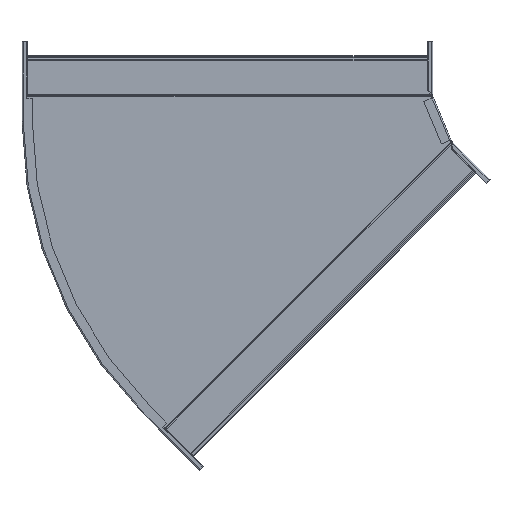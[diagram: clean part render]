
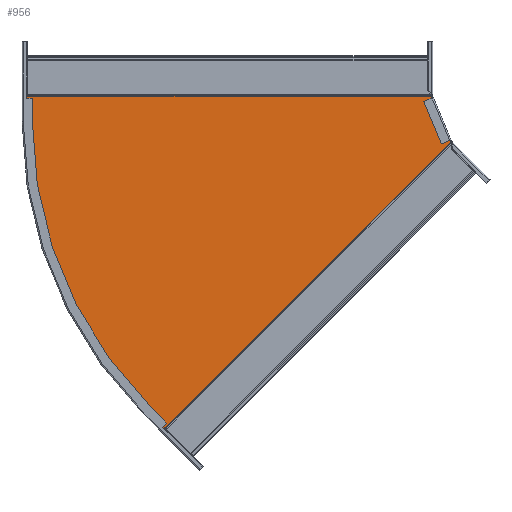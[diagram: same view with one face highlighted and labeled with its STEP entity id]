
A CAD part, front view. The second image highlights one B-rep face of the part: STEP entity #956.
In plain terms, the highlighted planar face has unit normal (0, -1, 0).
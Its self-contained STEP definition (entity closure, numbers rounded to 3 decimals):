
#21 = CARTESIAN_POINT ( 'NONE',  ( -13.639, -1., 33.574 ) ) ;
#34 = ORIENTED_EDGE ( 'NONE', *, *, #4542, .F. ) ;
#60 = ORIENTED_EDGE ( 'NONE', *, *, #3429, .F. ) ;
#150 = CARTESIAN_POINT ( 'NONE',  ( -606.139, -1., 32.928 ) ) ;
#158 = DIRECTION ( 'NONE',  ( 0., 0., -1. ) ) ;
#221 = ORIENTED_EDGE ( 'NONE', *, *, #3013, .T. ) ;
#284 = FACE_OUTER_BOUND ( 'NONE', #3724, .T. ) ;
#305 = VECTOR ( 'NONE', #1150, 1000. ) ;
#413 = CARTESIAN_POINT ( 'NONE',  ( -13.639, -1., 32.928 ) ) ;
#420 = CARTESIAN_POINT ( 'NONE',  ( -599.639, -1., 33.574 ) ) ;
#476 = DIRECTION ( 'NONE',  ( -1., 0., 0. ) ) ;
#537 = CARTESIAN_POINT ( 'NONE',  ( -400.269, -1., -447.749 ) ) ;
#694 = DIRECTION ( 'NONE',  ( 0., 1., 0. ) ) ;
#720 = VECTOR ( 'NONE', #3792, 1000. ) ;
#741 = AXIS2_PLACEMENT_3D ( 'NONE', #4176, #4280, #2101 ) ;
#835 = DIRECTION ( 'NONE',  ( 0., 0., -1. ) ) ;
#878 = CARTESIAN_POINT ( 'NONE',  ( 14.096, -1., -33.384 ) ) ;
#956 = ADVANCED_FACE ( 'NONE', ( #284 ), #4607, .T. ) ;
#1011 = CARTESIAN_POINT ( 'NONE',  ( -7.889, -1., 33.574 ) ) ;
#1109 = DIRECTION ( 'NONE',  ( -0.707, 0., 0.707 ) ) ;
#1150 = DIRECTION ( 'NONE',  ( -0.707, 0., 0.707 ) ) ;
#1157 = EDGE_CURVE ( 'NONE', #1184, #4312, #3511, .T. ) ;
#1184 = VERTEX_POINT ( 'NONE', #1816 ) ;
#1304 = VERTEX_POINT ( 'NONE', #5414 ) ;
#1324 = ORIENTED_EDGE ( 'NONE', *, *, #1157, .F. ) ;
#1449 = DIRECTION ( 'NONE',  ( 0., 0., 1. ) ) ;
#1526 = LINE ( 'NONE', #3731, #1703 ) ;
#1573 = LINE ( 'NONE', #4991, #305 ) ;
#1579 = EDGE_CURVE ( 'NONE', #2632, #2916, #5431, .T. ) ;
#1586 = CARTESIAN_POINT ( 'NONE',  ( -430.916, -1., -426.294 ) ) ;
#1672 = VERTEX_POINT ( 'NONE', #878 ) ;
#1703 = VECTOR ( 'NONE', #1109, 1000. ) ;
#1766 = CARTESIAN_POINT ( 'NONE',  ( 18.162, -1., -29.318 ) ) ;
#1816 = CARTESIAN_POINT ( 'NONE',  ( -606.139, -1., -3.268 ) ) ;
#1817 = CIRCLE ( 'NONE', #3594, 598.25 ) ;
#1957 = VERTEX_POINT ( 'NONE', #21 ) ;
#2004 = VERTEX_POINT ( 'NONE', #420 ) ;
#2093 = CARTESIAN_POINT ( 'NONE',  ( -405.322, -1., -451.888 ) ) ;
#2097 = LINE ( 'NONE', #3292, #3956 ) ;
#2101 = DIRECTION ( 'NONE',  ( 0., 0., -1. ) ) ;
#2171 = EDGE_CURVE ( 'NONE', #2632, #1184, #1817, .T. ) ;
#2304 = EDGE_CURVE ( 'NONE', #1672, #1304, #1573, .T. ) ;
#2339 = EDGE_CURVE ( 'NONE', #5229, #1304, #2097, .T. ) ;
#2381 = ORIENTED_EDGE ( 'NONE', *, *, #1579, .T. ) ;
#2389 = LINE ( 'NONE', #2093, #720 ) ;
#2404 = ORIENTED_EDGE ( 'NONE', *, *, #2955, .F. ) ;
#2422 = CARTESIAN_POINT ( 'NONE',  ( -599.639, -1., 85.428 ) ) ;
#2535 = LINE ( 'NONE', #413, #4281 ) ;
#2602 = VERTEX_POINT ( 'NONE', #537 ) ;
#2632 = VERTEX_POINT ( 'NONE', #3551 ) ;
#2789 = VECTOR ( 'NONE', #5006, 1000. ) ;
#2916 = VERTEX_POINT ( 'NONE', #3332 ) ;
#2926 = VECTOR ( 'NONE', #476, 1000. ) ;
#2955 = EDGE_CURVE ( 'NONE', #1672, #2602, #3965, .T. ) ;
#2964 = EDGE_CURVE ( 'NONE', #1957, #2004, #5304, .T. ) ;
#3008 = CARTESIAN_POINT ( 'NONE',  ( -599.639, -1., 32.928 ) ) ;
#3013 = EDGE_CURVE ( 'NONE', #5253, #4312, #3088, .T. ) ;
#3040 = DIRECTION ( 'NONE',  ( -0.707, 0., -0.707 ) ) ;
#3085 = ORIENTED_EDGE ( 'NONE', *, *, #2339, .F. ) ;
#3088 = LINE ( 'NONE', #4395, #2926 ) ;
#3114 = CARTESIAN_POINT ( 'NONE',  ( -606.139, -1., -3.268 ) ) ;
#3116 = ORIENTED_EDGE ( 'NONE', *, *, #2171, .F. ) ;
#3292 = CARTESIAN_POINT ( 'NONE',  ( -8.802, -1., 21.249 ) ) ;
#3332 = CARTESIAN_POINT ( 'NONE',  ( -405.322, -1., -451.888 ) ) ;
#3374 = ORIENTED_EDGE ( 'NONE', *, *, #2964, .T. ) ;
#3415 = VECTOR ( 'NONE', #1449, 1000. ) ;
#3429 = EDGE_CURVE ( 'NONE', #1957, #5229, #2535, .T. ) ;
#3458 = ORIENTED_EDGE ( 'NONE', *, *, #4549, .T. ) ;
#3511 = LINE ( 'NONE', #3114, #3415 ) ;
#3551 = CARTESIAN_POINT ( 'NONE',  ( -430.916, -1., -426.294 ) ) ;
#3594 = AXIS2_PLACEMENT_3D ( 'NONE', #5300, #694, #158 ) ;
#3704 = CARTESIAN_POINT ( 'NONE',  ( -400.726, -1., -447.292 ) ) ;
#3724 = EDGE_LOOP ( 'NONE', ( #60, #3374, #3458, #221, #1324, #3116, #2381, #34, #4973, #2404, #4292, #3085 ) ) ;
#3731 = CARTESIAN_POINT ( 'NONE',  ( -363.602, -1., -484.415 ) ) ;
#3763 = DIRECTION ( 'NONE',  ( 0., 0., -1. ) ) ;
#3792 = DIRECTION ( 'NONE',  ( -0.707, 0., -0.707 ) ) ;
#3881 = VERTEX_POINT ( 'NONE', #3704 ) ;
#3956 = VECTOR ( 'NONE', #5021, 1000. ) ;
#3965 = LINE ( 'NONE', #1766, #4910 ) ;
#4176 = CARTESIAN_POINT ( 'NONE',  ( -7.889, -1., -3.268 ) ) ;
#4280 = DIRECTION ( 'NONE',  ( 0., -1., 0. ) ) ;
#4281 = VECTOR ( 'NONE', #835, 1000. ) ;
#4292 = ORIENTED_EDGE ( 'NONE', *, *, #2304, .T. ) ;
#4312 = VERTEX_POINT ( 'NONE', #150 ) ;
#4340 = DIRECTION ( 'NONE',  ( -1., 0., 0. ) ) ;
#4395 = CARTESIAN_POINT ( 'NONE',  ( -606.139, -1., 32.928 ) ) ;
#4542 = EDGE_CURVE ( 'NONE', #3881, #2916, #2389, .T. ) ;
#4549 = EDGE_CURVE ( 'NONE', #2004, #5253, #5464, .T. ) ;
#4607 = PLANE ( 'NONE',  #741 ) ;
#4910 = VECTOR ( 'NONE', #3040, 1000. ) ;
#4950 = EDGE_CURVE ( 'NONE', #2602, #3881, #1526, .T. ) ;
#4973 = ORIENTED_EDGE ( 'NONE', *, *, #4950, .F. ) ;
#4991 = CARTESIAN_POINT ( 'NONE',  ( 13.639, -1., -32.928 ) ) ;
#5006 = DIRECTION ( 'NONE',  ( 0.707, 0., -0.707 ) ) ;
#5010 = VECTOR ( 'NONE', #4340, 1000. ) ;
#5021 = DIRECTION ( 'NONE',  ( 0.383, 0., -0.924 ) ) ;
#5026 = VECTOR ( 'NONE', #3763, 1000. ) ;
#5229 = VERTEX_POINT ( 'NONE', #5453 ) ;
#5253 = VERTEX_POINT ( 'NONE', #3008 ) ;
#5300 = CARTESIAN_POINT ( 'NONE',  ( -7.889, -1., -3.268 ) ) ;
#5304 = LINE ( 'NONE', #1011, #5010 ) ;
#5414 = CARTESIAN_POINT ( 'NONE',  ( 13.639, -1., -32.928 ) ) ;
#5431 = LINE ( 'NONE', #1586, #2789 ) ;
#5453 = CARTESIAN_POINT ( 'NONE',  ( -13.639, -1., 32.928 ) ) ;
#5464 = LINE ( 'NONE', #2422, #5026 ) ;
